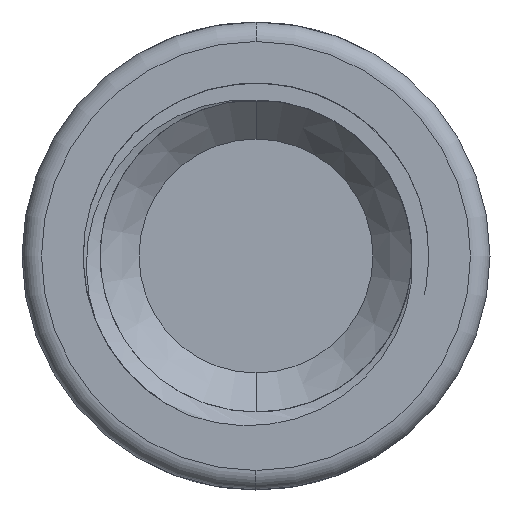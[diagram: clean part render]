
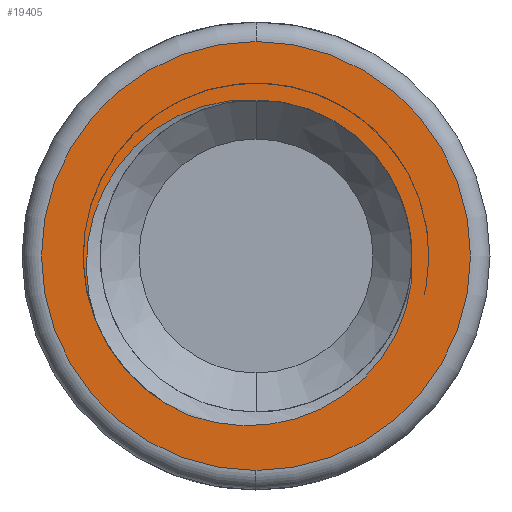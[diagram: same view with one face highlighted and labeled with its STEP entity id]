
A CAD part, left-side view. The second image highlights one B-rep face of the part: STEP entity #19405.
In plain terms, the highlighted planar face has unit normal (-1, 0, 0).
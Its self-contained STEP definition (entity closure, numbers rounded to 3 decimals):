
#412 = CARTESIAN_POINT ( 'NONE',  ( -60., -3.51, -2.167 ) ) ;
#520 = CARTESIAN_POINT ( 'NONE',  ( -60., 3.352, 2.545 ) ) ;
#688 = CARTESIAN_POINT ( 'NONE',  ( -60., -4., 0. ) ) ;
#802 = CARTESIAN_POINT ( 'NONE',  ( -60., 2.604, 3.25 ) ) ;
#1036 = CARTESIAN_POINT ( 'NONE',  ( -60., 2.748, -3.527 ) ) ;
#1370 = ORIENTED_EDGE ( 'NONE', *, *, #2977, .F. ) ;
#2147 = ORIENTED_EDGE ( 'NONE', *, *, #26962, .F. ) ;
#2330 = FACE_OUTER_BOUND ( 'NONE', #22029, .T. ) ;
#2741 = CARTESIAN_POINT ( 'NONE',  ( -60., 3.119, 2.799 ) ) ;
#2878 = CARTESIAN_POINT ( 'NONE',  ( -60., 0.347, 4.017 ) ) ;
#2922 = CARTESIAN_POINT ( 'NONE',  ( -60., 0., 0. ) ) ;
#2977 = EDGE_CURVE ( 'NONE', #12333, #3761, #25173, .T. ) ;
#3542 = CARTESIAN_POINT ( 'NONE',  ( -60., 3.865, -2.191 ) ) ;
#3587 = CIRCLE ( 'NONE', #6856, 4. ) ;
#3761 = VERTEX_POINT ( 'NONE', #7742 ) ;
#3961 = CARTESIAN_POINT ( 'NONE',  ( -60., -2.787, -3.14 ) ) ;
#4112 = CARTESIAN_POINT ( 'NONE',  ( -60., 0.36, -4.362 ) ) ;
#4829 = CARTESIAN_POINT ( 'NONE',  ( -60., -3.844, -1.371 ) ) ;
#4996 = CIRCLE ( 'NONE', #6846, 5.5 ) ;
#5225 = CARTESIAN_POINT ( 'NONE',  ( -60., 1.368, 3.853 ) ) ;
#5851 = EDGE_CURVE ( 'NONE', #15485, #9828, #4996, .T. ) ;
#6150 = CARTESIAN_POINT ( 'NONE',  ( -60., -1.964, -3.775 ) ) ;
#6821 = B_SPLINE_CURVE_WITH_KNOTS ( 'NONE', 3,
 ( #16615, #2878, #11789, #5225, #20712, #27572, #802, #18658, #2741, #520, #9594, #7546, #16476, #25368, #23181, #12073, #19085, #7833, #23613, #19234, #7979, #23906 ),
 .UNSPECIFIED., .F., .F.,
 ( 4, 2, 2, 2, 2, 2, 2, 2, 2, 2, 4 ),
 ( 0., 0.001, 0.002, 0.003, 0.004, 0.004, 0.005, 0.006, 0.006, 0.007, 0.008 ),
 .UNSPECIFIED. ) ;
#6846 = AXIS2_PLACEMENT_3D ( 'NONE', #2922, #7586, #14035 ) ;
#6856 = AXIS2_PLACEMENT_3D ( 'NONE', #9593, #9878, #9455 ) ;
#7014 = AXIS2_PLACEMENT_3D ( 'NONE', #18832, #23065, #23502 ) ;
#7546 = CARTESIAN_POINT ( 'NONE',  ( -60., 3.76, 1.988 ) ) ;
#7586 = DIRECTION ( 'NONE',  ( -1., 0., 0. ) ) ;
#7742 = CARTESIAN_POINT ( 'NONE',  ( -60., 1.719, -4.086 ) ) ;
#7833 = CARTESIAN_POINT ( 'NONE',  ( -60., 4.358, 0.031 ) ) ;
#7979 = CARTESIAN_POINT ( 'NONE',  ( -60., 4.224, -1.335 ) ) ;
#8096 = ORIENTED_EDGE ( 'NONE', *, *, #5851, .T. ) ;
#8747 = DIRECTION ( 'NONE',  ( -1., 0., 0. ) ) ;
#8763 = PLANE ( 'NONE',  #7014 ) ;
#9285 = ORIENTED_EDGE ( 'NONE', *, *, #13668, .F. ) ;
#9349 = CARTESIAN_POINT ( 'NONE',  ( -60., -3.232, -2.606 ) ) ;
#9455 = DIRECTION ( 'NONE',  ( 0., 0., 1. ) ) ;
#9593 = CARTESIAN_POINT ( 'NONE',  ( -60., 0., 0. ) ) ;
#9594 = CARTESIAN_POINT ( 'NONE',  ( -60., 3.461, 2.41 ) ) ;
#9828 = VERTEX_POINT ( 'NONE', #22613 ) ;
#9878 = DIRECTION ( 'NONE',  ( -1., 0., 0. ) ) ;
#10396 = CARTESIAN_POINT ( 'NONE',  ( -60., 4.11, -1.662 ) ) ;
#10819 = CARTESIAN_POINT ( 'NONE',  ( -60., 1.053, -4.284 ) ) ;
#11255 = FACE_BOUND ( 'NONE', #20632, .T. ) ;
#11540 = CARTESIAN_POINT ( 'NONE',  ( -60., -3.891, -1.202 ) ) ;
#11681 = CARTESIAN_POINT ( 'NONE',  ( -60., -3.995, -0.693 ) ) ;
#11789 = CARTESIAN_POINT ( 'NONE',  ( -60., 0.69, 3.991 ) ) ;
#11819 = CARTESIAN_POINT ( 'NONE',  ( -60., -4.02, -0.349 ) ) ;
#12018 = CARTESIAN_POINT ( 'NONE',  ( -60., 2.257, -3.86 ) ) ;
#12073 = CARTESIAN_POINT ( 'NONE',  ( -60., 4.254, 0.707 ) ) ;
#12333 = VERTEX_POINT ( 'NONE', #12478 ) ;
#12478 = CARTESIAN_POINT ( 'NONE',  ( -60., 4.11, -1.662 ) ) ;
#13175 = EDGE_CURVE ( 'NONE', #9828, #15485, #25589, .T. ) ;
#13558 = B_SPLINE_CURVE_WITH_KNOTS ( 'NONE', 3,
 ( #26303, #15070, #10819, #4112, #19447, #28362, #21933, #17259, #6150, #23971, #3961, #22655, #9349, #14022, #412, #24838, #22369, #4829, #11540, #11681, #11819, #688 ),
 .UNSPECIFIED., .F., .F.,
 ( 4, 2, 2, 2, 2, 2, 2, 2, 2, 2, 4 ),
 ( 0., 0.001, 0.002, 0.003, 0.004, 0.005, 0.006, 0.006, 0.007, 0.007, 0.008 ),
 .UNSPECIFIED. ) ;
#13668 = EDGE_CURVE ( 'NONE', #15339, #12333, #6821, .T. ) ;
#14022 = CARTESIAN_POINT ( 'NONE',  ( -60., -3.423, -2.317 ) ) ;
#14035 = DIRECTION ( 'NONE',  ( 0., 0., 1. ) ) ;
#14105 = ORIENTED_EDGE ( 'NONE', *, *, #13175, .T. ) ;
#14130 = CARTESIAN_POINT ( 'NONE',  ( -60., 0., 5.5 ) ) ;
#14421 = EDGE_CURVE ( 'NONE', #3761, #15854, #13558, .T. ) ;
#15070 = CARTESIAN_POINT ( 'NONE',  ( -60., 1.391, -4.205 ) ) ;
#15339 = VERTEX_POINT ( 'NONE', #17944 ) ;
#15485 = VERTEX_POINT ( 'NONE', #14130 ) ;
#15636 = CARTESIAN_POINT ( 'NONE',  ( -60., 0., 0. ) ) ;
#15854 = VERTEX_POINT ( 'NONE', #26090 ) ;
#16476 = CARTESIAN_POINT ( 'NONE',  ( -60., 3.922, 1.686 ) ) ;
#16615 = CARTESIAN_POINT ( 'NONE',  ( -60., 0., 4. ) ) ;
#17259 = CARTESIAN_POINT ( 'NONE',  ( -60., -1.657, -3.94 ) ) ;
#17944 = CARTESIAN_POINT ( 'NONE',  ( -60., 0., 4. ) ) ;
#18658 = CARTESIAN_POINT ( 'NONE',  ( -60., 2.996, 2.917 ) ) ;
#18832 = CARTESIAN_POINT ( 'NONE',  ( -60., 4., 0. ) ) ;
#19085 = CARTESIAN_POINT ( 'NONE',  ( -60., 4.287, 0.539 ) ) ;
#19234 = CARTESIAN_POINT ( 'NONE',  ( -60., 4.297, -1.001 ) ) ;
#19326 = CARTESIAN_POINT ( 'NONE',  ( -60., 1.719, -4.086 ) ) ;
#19405 = ADVANCED_FACE ( 'NONE', ( #2330, #11255 ), #8763, .F. ) ;
#19447 = CARTESIAN_POINT ( 'NONE',  ( -60., 0.013, -4.361 ) ) ;
#20170 = DIRECTION ( 'NONE',  ( 0., 0., 1. ) ) ;
#20632 = EDGE_LOOP ( 'NONE', ( #9285, #2147, #22247, #1370 ) ) ;
#20712 = CARTESIAN_POINT ( 'NONE',  ( -60., 1.694, 3.741 ) ) ;
#21368 = CARTESIAN_POINT ( 'NONE',  ( -60., 3.545, -2.678 ) ) ;
#21933 = CARTESIAN_POINT ( 'NONE',  ( -60., -1.014, -4.189 ) ) ;
#22029 = EDGE_LOOP ( 'NONE', ( #8096, #14105 ) ) ;
#22247 = ORIENTED_EDGE ( 'NONE', *, *, #14421, .F. ) ;
#22369 = CARTESIAN_POINT ( 'NONE',  ( -60., -3.731, -1.7 ) ) ;
#22613 = CARTESIAN_POINT ( 'NONE',  ( -60., 0., -5.5 ) ) ;
#22655 = CARTESIAN_POINT ( 'NONE',  ( -60., -3.126, -2.746 ) ) ;
#23065 = DIRECTION ( 'NONE',  ( 1., 0., 0. ) ) ;
#23181 = CARTESIAN_POINT ( 'NONE',  ( -60., 4.166, 1.039 ) ) ;
#23502 = DIRECTION ( 'NONE',  ( 0., 0., -1. ) ) ;
#23613 = CARTESIAN_POINT ( 'NONE',  ( -60., 4.365, -0.32 ) ) ;
#23906 = CARTESIAN_POINT ( 'NONE',  ( -60., 4.11, -1.662 ) ) ;
#23971 = CARTESIAN_POINT ( 'NONE',  ( -60., -2.532, -3.373 ) ) ;
#24838 = CARTESIAN_POINT ( 'NONE',  ( -60., -3.664, -1.859 ) ) ;
#25173 = B_SPLINE_CURVE_WITH_KNOTS ( 'NONE', 3,
 ( #10396, #27802, #3542, #21368, #25606, #1036, #12018, #19326 ),
 .UNSPECIFIED., .F., .F.,
 ( 4, 2, 2, 4 ),
 ( 0., 0.001, 0.002, 0.003 ),
 .UNSPECIFIED. ) ;
#25368 = CARTESIAN_POINT ( 'NONE',  ( -60., 4.112, 1.204 ) ) ;
#25589 = CIRCLE ( 'NONE', #27410, 5.5 ) ;
#25606 = CARTESIAN_POINT ( 'NONE',  ( -60., 3.36, -2.906 ) ) ;
#26090 = CARTESIAN_POINT ( 'NONE',  ( -60., -4., 0. ) ) ;
#26303 = CARTESIAN_POINT ( 'NONE',  ( -60., 1.719, -4.086 ) ) ;
#26962 = EDGE_CURVE ( 'NONE', #15854, #15339, #3587, .T. ) ;
#27410 = AXIS2_PLACEMENT_3D ( 'NONE', #15636, #8747, #20170 ) ;
#27572 = CARTESIAN_POINT ( 'NONE',  ( -60., 2.311, 3.441 ) ) ;
#27802 = CARTESIAN_POINT ( 'NONE',  ( -60., 4., -1.933 ) ) ;
#28362 = CARTESIAN_POINT ( 'NONE',  ( -60., -0.672, -4.276 ) ) ;
